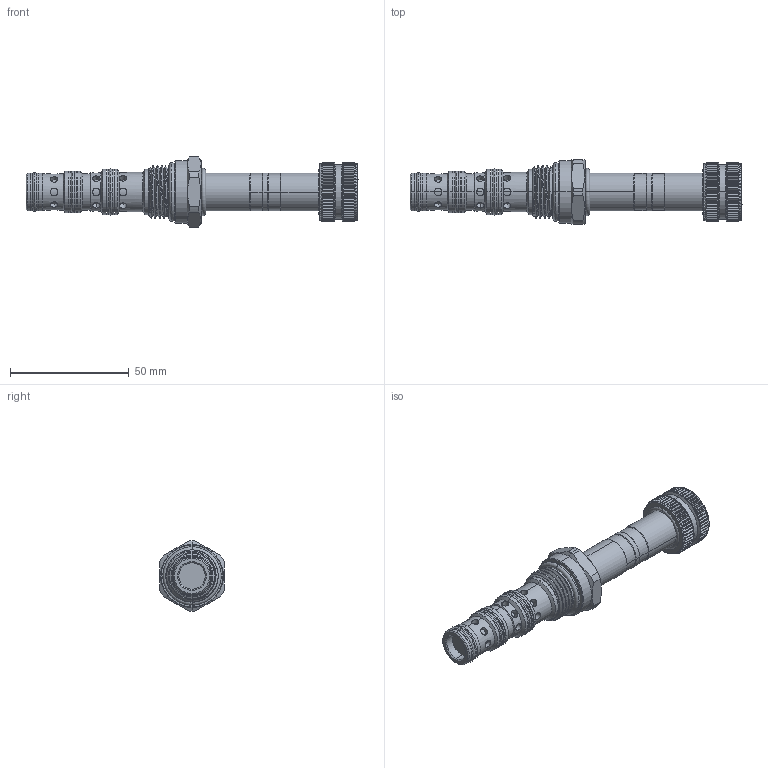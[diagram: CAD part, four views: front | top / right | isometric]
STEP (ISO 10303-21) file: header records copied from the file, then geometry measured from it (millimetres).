
FILE_DESCRIPTION (( 'STEP AP203' ), '1' );
FILE_NAME ('ES10W4C12N04.STEP', '2020-04-10T00:51:56', ( '' ), ( '' ), 'SwSTEP 2.0', 'SolidWorks 2018', '' );
FILE_SCHEMA (( 'CONFIG_CONTROL_DESIGN' ));
Length unit declared in the file: millimetre
Products named in the file (1): ES10W4C12N04
Bounding box: 139.8 x 27 x 29.6 mm (x, y, z)
Volume: 38144 mm3; surface area: 14167 mm2
Topology: 6 solids, 6 shells, 1099 faces, 2838 edges, 1791 vertices
Faces by surface type: cylinder 487, plane 424, cone 155, torus 22, bspline 11
Entity records: 39963 total; most frequent: CARTESIAN_POINT 14097, ORIENTED_EDGE 5676, DIRECTION 5061, EDGE_CURVE 2838, AXIS2_PLACEMENT_3D 1962, VERTEX_POINT 1791, EDGE_LOOP 1149, VECTOR 1137
